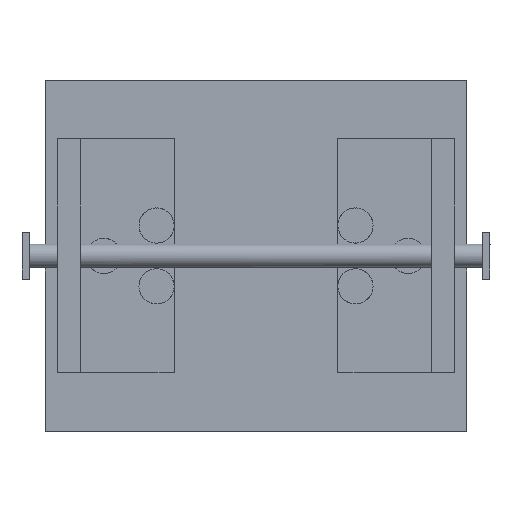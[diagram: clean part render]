
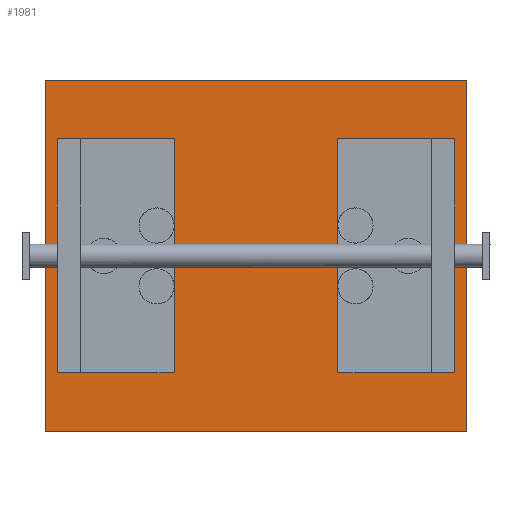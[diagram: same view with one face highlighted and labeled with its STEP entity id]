
A CAD part, top view. The second image highlights one B-rep face of the part: STEP entity #1981.
In plain terms, the highlighted free-form (B-spline) face has degree [1, 1] with [2, 2] control points.
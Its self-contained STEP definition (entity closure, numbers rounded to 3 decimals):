
#1820=CARTESIAN_POINT('F2',(184.5,-3.75,
   20.0));
#1821=CARTESIAN_POINT('F2',(184.5,153.75,
   20.0));
#1822=CARTESIAN_POINT('F2',(-4.5,-3.75,
   20.0));
#1823=CARTESIAN_POINT('F2',(-4.5,153.75,
   20.0));
#1824=QUASI_UNIFORM_SURFACE('F2',1,1,((#1820,#1822),(#1821,#1823)),
   .PLANE_SURF.,.F.,.F.,.U.);
#1825=CARTESIAN_POINT('V4',(180.0,150.0,20.0));
#1826=VERTEX_POINT('V4',#1825);
#1827=CARTESIAN_POINT('V2',(180.0,0.0,20.0));
#1828=VERTEX_POINT('V2',#1827);
#1829=CARTESIAN_POINT('E5',(180.0,150.0,20.0));
#1830=CARTESIAN_POINT('E5',(180.0,0.0,20.0));
#1831=QUASI_UNIFORM_CURVE('E5',1,(#1829,#1830),.POLYLINE_FORM.,.F.,
   .U.);
#1832=EDGE_CURVE('E5',#1826,#1828,#1831,.T.);
#1833=ORIENTED_EDGE('E5',*,*,#1832,.T.);
#1834=CARTESIAN_POINT('V8',(0.0,0.0,20.0));
#1835=VERTEX_POINT('V8',#1834);
#1836=CARTESIAN_POINT('E8',(0.0,0.0,20.0));
#1837=CARTESIAN_POINT('E8',(180.0,0.0,20.0));
#1838=QUASI_UNIFORM_CURVE('E8',1,(#1836,#1837),.POLYLINE_FORM.,.F.,
   .U.);
#1839=EDGE_CURVE('E8',#1835,#1828,#1838,.T.);
#1840=ORIENTED_EDGE('E8',*,*,#1839,.F.);
#1841=CARTESIAN_POINT('V6',(0.0,150.0,20.0));
#1842=VERTEX_POINT('V6',#1841);
#1843=CARTESIAN_POINT('E7',(0.0,150.0,20.0));
#1844=CARTESIAN_POINT('E7',(0.0,0.0,20.0));
#1845=QUASI_UNIFORM_CURVE('E7',1,(#1843,#1844),.POLYLINE_FORM.,.F.,
   .U.);
#1846=EDGE_CURVE('E7',#1842,#1835,#1845,.T.);
#1847=ORIENTED_EDGE('E7',*,*,#1846,.F.);
#1848=CARTESIAN_POINT('E6',(180.0,150.0,20.0));
#1849=CARTESIAN_POINT('E6',(0.0,150.0,20.0));
#1850=QUASI_UNIFORM_CURVE('E6',1,(#1848,#1849),.POLYLINE_FORM.,.F.,
   .U.);
#1851=EDGE_CURVE('E6',#1826,#1842,#1850,.T.);
#1852=ORIENTED_EDGE('E6',*,*,#1851,.F.);
#1853=EDGE_LOOP('F2',(#1833,#1840,#1847,#1852));
#1854=FACE_OUTER_BOUND('F2',#1853,.F.);
#1855=CARTESIAN_POINT('V20',(30.,75.0,20.0));
#1856=VERTEX_POINT('V20',#1855);
#1857=CARTESIAN_POINT('E29',(30.,75.0,20.0));
#1858=CARTESIAN_POINT('E29',(30.,83.66,
   20.0));
#1859=CARTESIAN_POINT('E29',(22.5,79.33,
   20.0));
#1860=CARTESIAN_POINT('E29',(15.,75.,
   20.0));
#1861=CARTESIAN_POINT('E29',(22.5,70.67,
   20.0));
#1862=CARTESIAN_POINT('E29',(30.0,66.34,20.0));
#1863=CARTESIAN_POINT('E29',(30.,75.0,20.0));
#1871=(BOUNDED_CURVE()B_SPLINE_CURVE(2,(#1857,#1858,#1859,#1860,
   #1861,#1862,#1863),.CIRCULAR_ARC.,.T.,.U.)
   B_SPLINE_CURVE_WITH_KNOTS((3,2,2,3),(0.0,0.333,
   0.667,1.0),.UNSPECIFIED.)CURVE()
   GEOMETRIC_REPRESENTATION_ITEM()RATIONAL_B_SPLINE_CURVE((1.0,
   0.5,1.0,0.5,1.0,0.5,1.0)
   )REPRESENTATION_ITEM('E29'));
#1872=EDGE_CURVE('E29',#1856,#1856,#1871,.T.);
#1873=ORIENTED_EDGE('E29',*,*,#1872,.T.);
#1874=EDGE_LOOP('F2',(#1873));
#1875=FACE_BOUND('F2',#1874,.F.);
#1876=CARTESIAN_POINT('V18',(45.0,83.66,20.0));
#1877=VERTEX_POINT('V18',#1876);
#1878=CARTESIAN_POINT('E26',(45.0,83.66,20.0));
#1879=CARTESIAN_POINT('E26',(52.5,79.33,
   20.0));
#1880=CARTESIAN_POINT('E26',(52.5,87.99,
   20.0));
#1881=CARTESIAN_POINT('E26',(52.5,96.651,
   20.0));
#1882=CARTESIAN_POINT('E26',(45.,92.321,
   20.0));
#1883=CARTESIAN_POINT('E26',(37.5,87.99,
   20.0));
#1884=CARTESIAN_POINT('E26',(45.0,83.66,20.0));
#1892=(BOUNDED_CURVE()B_SPLINE_CURVE(2,(#1878,#1879,#1880,#1881,
   #1882,#1883,#1884),.CIRCULAR_ARC.,.T.,.U.)
   B_SPLINE_CURVE_WITH_KNOTS((3,2,2,3),(0.0,0.333,
   0.667,1.0),.UNSPECIFIED.)CURVE()
   GEOMETRIC_REPRESENTATION_ITEM()RATIONAL_B_SPLINE_CURVE((1.0,
   0.5,1.0,0.5,1.0,0.5,1.0)
   )REPRESENTATION_ITEM('E26'));
#1893=EDGE_CURVE('E26',#1877,#1877,#1892,.T.);
#1894=ORIENTED_EDGE('E26',*,*,#1893,.T.);
#1895=EDGE_LOOP('F2',(#1894));
#1896=FACE_BOUND('F2',#1895,.F.);
#1897=CARTESIAN_POINT('V16',(45.0,66.34,20.0));
#1898=VERTEX_POINT('V16',#1897);
#1899=CARTESIAN_POINT('E23',(45.0,66.34,20.0));
#1900=CARTESIAN_POINT('E23',(37.5,62.01,
   20.0));
#1901=CARTESIAN_POINT('E23',(45.0,57.679,20.0));
#1902=CARTESIAN_POINT('E23',(52.5,53.349,
   20.0));
#1903=CARTESIAN_POINT('E23',(52.5,62.01,
   20.0));
#1904=CARTESIAN_POINT('E23',(52.5,70.67,
   20.0));
#1905=CARTESIAN_POINT('E23',(45.0,66.34,20.0));
#1913=(BOUNDED_CURVE()B_SPLINE_CURVE(2,(#1899,#1900,#1901,#1902,
   #1903,#1904,#1905),.CIRCULAR_ARC.,.T.,.U.)
   B_SPLINE_CURVE_WITH_KNOTS((3,2,2,3),(0.0,0.333,
   0.667,1.0),.UNSPECIFIED.)CURVE()
   GEOMETRIC_REPRESENTATION_ITEM()RATIONAL_B_SPLINE_CURVE((1.0,
   0.5,1.0,0.5,1.0,0.5,1.0)
   )REPRESENTATION_ITEM('E23'));
#1914=EDGE_CURVE('E23',#1898,#1898,#1913,.T.);
#1915=ORIENTED_EDGE('E23',*,*,#1914,.T.);
#1916=EDGE_LOOP('F2',(#1915));
#1917=FACE_BOUND('F2',#1916,.F.);
#1918=CARTESIAN_POINT('V14',(135.0,83.66,20.0));
#1919=VERTEX_POINT('V14',#1918);
#1920=CARTESIAN_POINT('E20',(135.0,83.66,20.0));
#1921=CARTESIAN_POINT('E20',(142.5,87.99,
   20.0));
#1922=CARTESIAN_POINT('E20',(135.,92.321,
   20.0));
#1923=CARTESIAN_POINT('E20',(127.5,96.651,
   20.0));
#1924=CARTESIAN_POINT('E20',(127.5,87.99,
   20.0));
#1925=CARTESIAN_POINT('E20',(127.5,79.33,
   20.0));
#1926=CARTESIAN_POINT('E20',(135.0,83.66,20.0));
#1934=(BOUNDED_CURVE()B_SPLINE_CURVE(2,(#1920,#1921,#1922,#1923,
   #1924,#1925,#1926),.CIRCULAR_ARC.,.T.,.U.)
   B_SPLINE_CURVE_WITH_KNOTS((3,2,2,3),(0.0,0.333,
   0.667,1.0),.UNSPECIFIED.)CURVE()
   GEOMETRIC_REPRESENTATION_ITEM()RATIONAL_B_SPLINE_CURVE((1.0,
   0.5,1.0,0.5,1.0,0.5,1.0)
   )REPRESENTATION_ITEM('E20'));
#1935=EDGE_CURVE('E20',#1919,#1919,#1934,.T.);
#1936=ORIENTED_EDGE('E20',*,*,#1935,.T.);
#1937=EDGE_LOOP('F2',(#1936));
#1938=FACE_BOUND('F2',#1937,.F.);
#1939=CARTESIAN_POINT('V12',(135.0,66.34,20.0));
#1940=VERTEX_POINT('V12',#1939);
#1941=CARTESIAN_POINT('E17',(135.0,66.34,20.0));
#1942=CARTESIAN_POINT('E17',(127.5,70.67,
   20.0));
#1943=CARTESIAN_POINT('E17',(127.5,62.01,
   20.0));
#1944=CARTESIAN_POINT('E17',(127.5,53.349,
   20.0));
#1945=CARTESIAN_POINT('E17',(135.0,57.679,20.0));
#1946=CARTESIAN_POINT('E17',(142.5,62.01,
   20.0));
#1947=CARTESIAN_POINT('E17',(135.0,66.34,20.0));
#1955=(BOUNDED_CURVE()B_SPLINE_CURVE(2,(#1941,#1942,#1943,#1944,
   #1945,#1946,#1947),.CIRCULAR_ARC.,.T.,.U.)
   B_SPLINE_CURVE_WITH_KNOTS((3,2,2,3),(0.0,0.333,
   0.667,1.0),.UNSPECIFIED.)CURVE()
   GEOMETRIC_REPRESENTATION_ITEM()RATIONAL_B_SPLINE_CURVE((1.0,
   0.5,1.0,0.5,1.0,0.5,1.0)
   )REPRESENTATION_ITEM('E17'));
#1956=EDGE_CURVE('E17',#1940,#1940,#1955,.T.);
#1957=ORIENTED_EDGE('E17',*,*,#1956,.T.);
#1958=EDGE_LOOP('F2',(#1957));
#1959=FACE_BOUND('F2',#1958,.F.);
#1960=CARTESIAN_POINT('V10',(150.0,75.0,20.0));
#1961=VERTEX_POINT('V10',#1960);
#1962=CARTESIAN_POINT('E14',(150.0,75.0,20.0));
#1963=CARTESIAN_POINT('E14',(150.0,66.34,20.0));
#1964=CARTESIAN_POINT('E14',(157.5,70.67,
   20.0));
#1965=CARTESIAN_POINT('E14',(165.0,75.,20.0));
#1966=CARTESIAN_POINT('E14',(157.5,79.33,
   20.0));
#1967=CARTESIAN_POINT('E14',(150.0,83.66,20.0));
#1968=CARTESIAN_POINT('E14',(150.0,75.0,20.0));
#1976=(BOUNDED_CURVE()B_SPLINE_CURVE(2,(#1962,#1963,#1964,#1965,
   #1966,#1967,#1968),.CIRCULAR_ARC.,.T.,.U.)
   B_SPLINE_CURVE_WITH_KNOTS((3,2,2,3),(0.0,0.333,
   0.667,1.0),.UNSPECIFIED.)CURVE()
   GEOMETRIC_REPRESENTATION_ITEM()RATIONAL_B_SPLINE_CURVE((1.0,
   0.5,1.0,0.5,1.0,0.5,1.0)
   )REPRESENTATION_ITEM('E14'));
#1977=EDGE_CURVE('E14',#1961,#1961,#1976,.T.);
#1978=ORIENTED_EDGE('E14',*,*,#1977,.T.);
#1979=EDGE_LOOP('F2',(#1978));
#1980=FACE_BOUND('F2',#1979,.F.);
#1981=ADVANCED_FACE('F2',(#1854,#1875,#1896,#1917,#1938,#1959,#1980),
   #1824,.T.);
